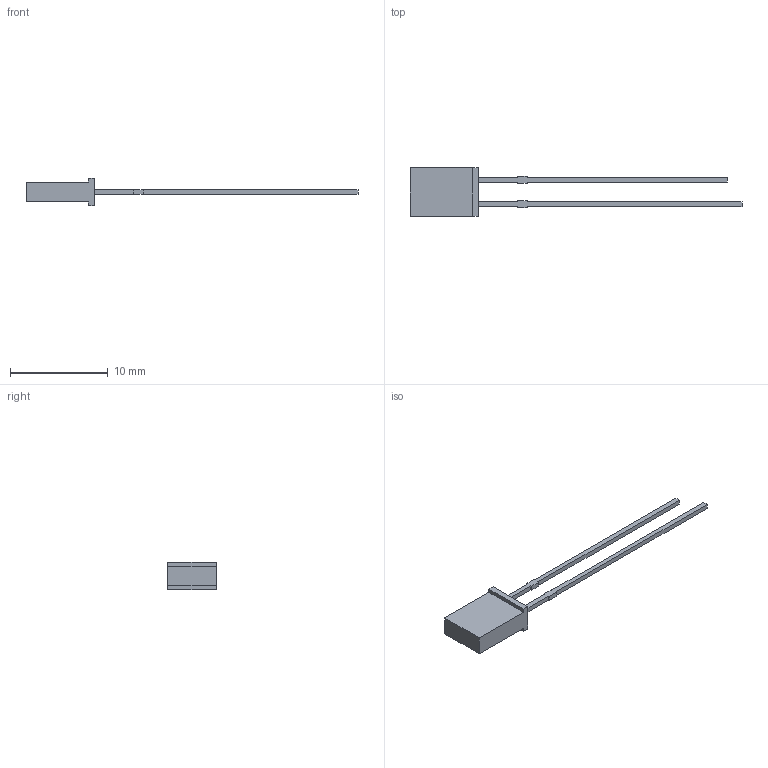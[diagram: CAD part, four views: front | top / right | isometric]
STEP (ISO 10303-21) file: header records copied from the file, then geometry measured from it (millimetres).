
FILE_DESCRIPTION (( 'STEP AP214' ), '1' );
FILE_NAME ('103.STEP', '2008-08-27T18:03:07', ( '' ), ( '' ), 'SwSTEP 2.0', 'SolidWorks 2008', '' );
FILE_SCHEMA (( 'AUTOMOTIVE_DESIGN' ));
Length unit declared in the file: millimetre
Products named in the file (1): 103
Bounding box: 34 x 5 x 2.8 mm (x, y, z)
Volume: 85.7 mm3; surface area: 233.2 mm2
Topology: 1 solids, 1 shells, 319 faces, 861 edges, 574 vertices
Faces by surface type: plane 203, bspline 116
Entity records: 18903 total; most frequent: CARTESIAN_POINT 8143, ORIENTED_EDGE 1722, DIRECTION 1037, EDGE_CURVE 861, VECTOR 629, LINE 629, VERTEX_POINT 574, EDGE_LOOP 349
